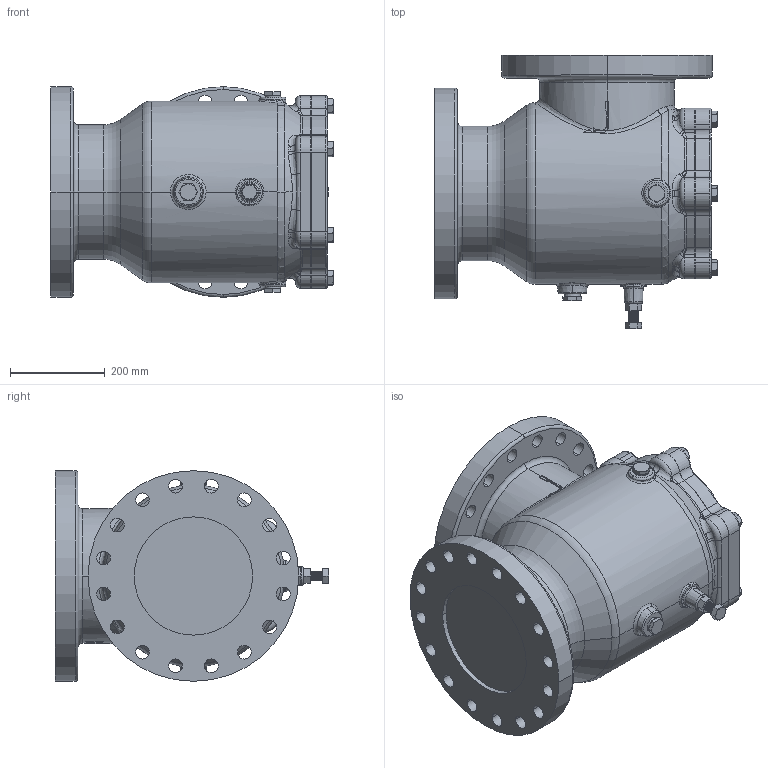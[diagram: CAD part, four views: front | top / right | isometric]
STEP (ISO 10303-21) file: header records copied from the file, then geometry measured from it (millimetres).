
FILE_DESCRIPTION (( 'STEP AP214' ), '1' );
FILE_NAME ('XSD-10in_10in-250Lb.STEP', '2017-09-18T19:30:23', ( '' ), ( '' ), 'SwSTEP 2.0', 'SolidWorks 2013', '' );
FILE_SCHEMA (( 'AUTOMOTIVE_DESIGN' ));
Length unit declared in the file: inch
Products named in the file (3): XSD-10in_10in-250Lb; X1SD-10in_10in-250Lb; SD-10in_10in-250Lb
Assembly tree (2 placements, depth 2):
  XSD-10in_10in-250Lb
    SD-10in_10in-250Lb
    X1SD-10in_10in-250Lb
Bounding box: 596.81 x 578.01 x 445 mm (x, y, z)
Volume: 72160563.6 mm3; surface area: 1729914.6 mm2
Topology: 2 solids, 10 shells, 779 faces, 1922 edges, 1188 vertices
Faces by surface type: cylinder 290, plane 162, cone 127, bspline 108, torus 86, sphere 6
Entity records: 84060 total; most frequent: CARTESIAN_POINT 56908, ORIENTED_EDGE 3828, DIRECTION 3340, EDGE_CURVE 1914, AXIS2_PLACEMENT_3D 1397, VERTEX_POINT 1188, EDGE_LOOP 876, ADVANCED_FACE 779
